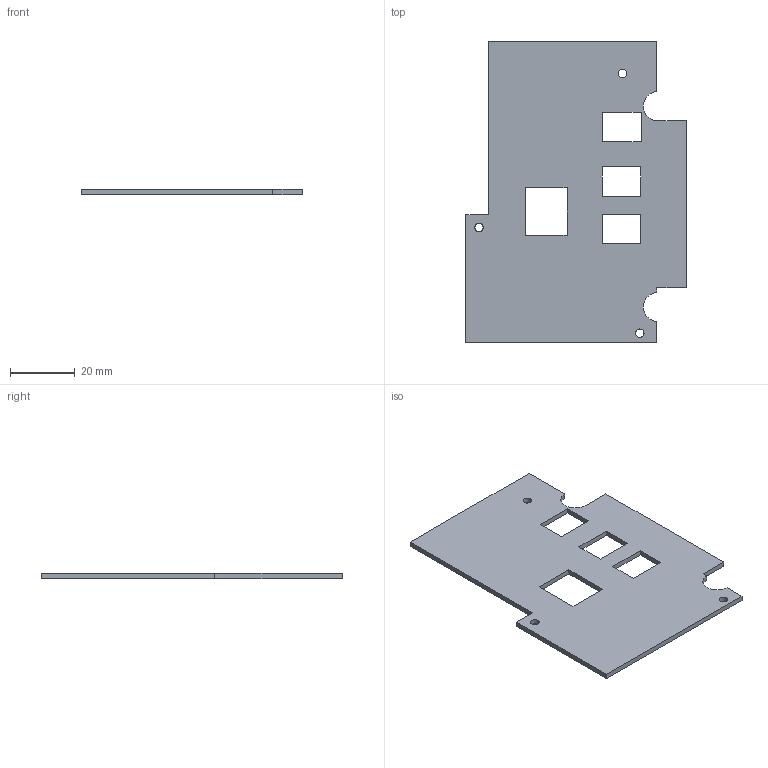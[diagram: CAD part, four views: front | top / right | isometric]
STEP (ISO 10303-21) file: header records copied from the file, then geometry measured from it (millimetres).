
FILE_DESCRIPTION(('KiCad electronic assembly'),'2;1');
FILE_NAME('Main_Shield_V4.step','2024-11-25T14:43:17',('Pcbnew'),( 'Kicad'),'Open CASCADE STEP processor 7.8','KiCad to STEP converter' ,'Unknown');
FILE_SCHEMA(('AUTOMOTIVE_DESIGN { 1 0 10303 214 1 1 1 1 }'));
Length unit declared in the file: millimetre
Products named in the file (2): Main_Shield_V4 1; _autosave-Main_Shield_V44_PCB
Assembly tree (1 placements, depth 2):
  Main_Shield_V4 1
    _autosave-Main_Shield_V44_PCB
Bounding box: 68 x 93 x 1.6 mm (x, y, z)
Volume: 7970.9 mm3; surface area: 10824.1 mm2
Topology: 1 solids, 1 shells, 35 faces, 99 edges, 66 vertices
Faces by surface type: plane 30, cylinder 5
Full cylindrical faces by diameter (mm): 2.6 x3
Entity records: 1188 total; most frequent: CARTESIAN_POINT 202, ORIENTED_EDGE 198, DIRECTION 183, EDGE_CURVE 99, LINE 89, VECTOR 89, VERTEX_POINT 66, FACE_BOUND 49
